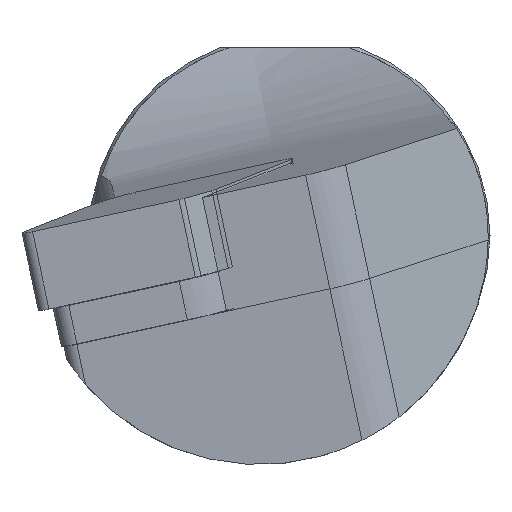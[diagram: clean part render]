
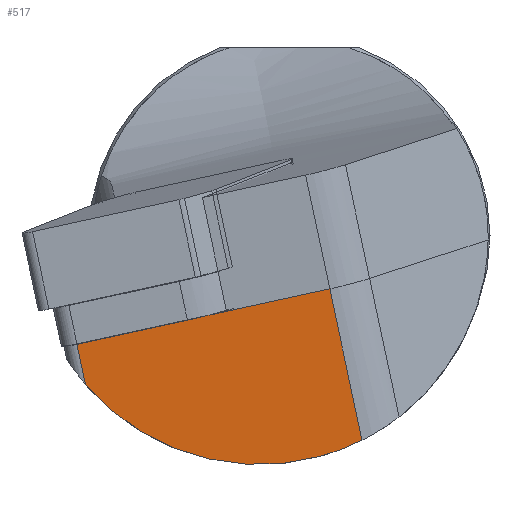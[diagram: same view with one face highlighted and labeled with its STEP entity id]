
A CAD part, left-side view. The second image highlights one B-rep face of the part: STEP entity #517.
In plain terms, the highlighted planar face has unit normal (-0.993, -0.072, -0.091).
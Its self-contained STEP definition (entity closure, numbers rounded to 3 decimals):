
#479=ELLIPSE('',#1439,18.375,18.25);
#517=ADVANCED_FACE('',(#602),#572,.F.);
#572=PLANE('',#1442);
#602=FACE_OUTER_BOUND('',#658,.T.);
#658=EDGE_LOOP('',(#784,#785,#786,#787,#788,#789));
#784=ORIENTED_EDGE('',*,*,#1166,.F.);
#785=ORIENTED_EDGE('',*,*,#1138,.T.);
#786=ORIENTED_EDGE('',*,*,#1167,.T.);
#787=ORIENTED_EDGE('',*,*,#1168,.F.);
#788=ORIENTED_EDGE('',*,*,#1162,.T.);
#789=ORIENTED_EDGE('',*,*,#1169,.T.);
#1044=VERTEX_POINT('',#1815);
#1045=VERTEX_POINT('',#1816);
#1064=VERTEX_POINT('',#1877);
#1065=VERTEX_POINT('',#1879);
#1068=VERTEX_POINT('',#1899);
#1069=VERTEX_POINT('',#1901);
#1138=EDGE_CURVE('',#1044,#1045,#1282,.T.);
#1162=EDGE_CURVE('',#1065,#1064,#479,.T.);
#1166=EDGE_CURVE('',#1044,#1068,#1296,.T.);
#1167=EDGE_CURVE('',#1045,#1069,#1297,.T.);
#1168=EDGE_CURVE('',#1065,#1069,#1298,.T.);
#1169=EDGE_CURVE('',#1064,#1068,#1299,.T.);
#1282=LINE('',#1814,#1354);
#1296=LINE('',#1898,#1368);
#1297=LINE('',#1900,#1369);
#1298=LINE('',#1902,#1370);
#1299=LINE('',#1903,#1371);
#1354=VECTOR('',#1537,1.);
#1368=VECTOR('',#1577,1.);
#1369=VECTOR('',#1578,1.);
#1370=VECTOR('',#1579,1.);
#1371=VECTOR('',#1580,1.);
#1439=AXIS2_PLACEMENT_3D('',#1878,#1571,#1572);
#1442=AXIS2_PLACEMENT_3D('',#1904,#1581,#1582);
#1537=DIRECTION('',(-0.051,0.976,-0.213));
#1571=DIRECTION('',(-0.993,-0.072,-0.091));
#1572=DIRECTION('',(-0.116,0.615,0.78));
#1577=DIRECTION('',(0.051,-0.976,0.213));
#1578=DIRECTION('',(-0.051,0.976,-0.213));
#1579=DIRECTION('',(-0.105,0.207,0.973));
#1580=DIRECTION('',(-0.105,0.207,0.973));
#1581=DIRECTION('',(0.993,0.072,0.091));
#1582=DIRECTION('',(0.092,0.,-0.996));
#1814=CARTESIAN_POINT('',(-169.97,1.276,50.081));
#1815=CARTESIAN_POINT('',(-170.401,9.514,48.284));
#1816=CARTESIAN_POINT('',(-170.488,11.161,47.925));
#1877=CARTESIAN_POINT('',(-168.671,-1.292,38.001));
#1878=CARTESIAN_POINT('',(-170.766,6.894,54.312));
#1879=CARTESIAN_POINT('',(-170.682,20.773,42.462));
#1898=CARTESIAN_POINT('',(-169.97,1.276,50.081));
#1899=CARTESIAN_POINT('',(-169.97,1.276,50.081));
#1900=CARTESIAN_POINT('',(-169.97,1.276,50.081));
#1901=CARTESIAN_POINT('',(-171.027,21.457,45.678));
#1902=CARTESIAN_POINT('',(-208.286,95.161,392.428));
#1903=CARTESIAN_POINT('',(-207.229,74.98,396.831));
#1904=CARTESIAN_POINT('',(-207.229,74.98,396.831));
